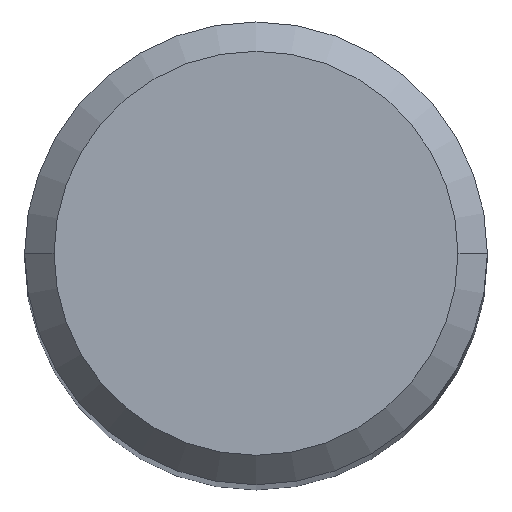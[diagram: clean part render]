
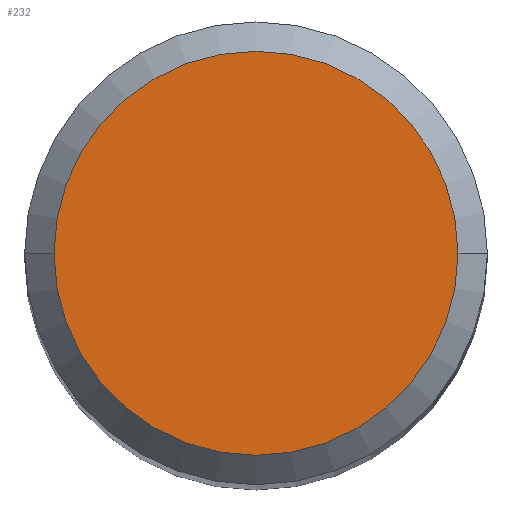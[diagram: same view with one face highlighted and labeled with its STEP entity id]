
A CAD part, top view. The second image highlights one B-rep face of the part: STEP entity #232.
In plain terms, the highlighted planar face has unit normal (0, 0, 1).
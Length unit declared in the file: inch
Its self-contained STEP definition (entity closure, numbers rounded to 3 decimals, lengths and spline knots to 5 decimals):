
#9 = CARTESIAN_POINT ( 'NONE',  ( -0.10311, 0., 2.24409 ) ) ;
#18 = DIRECTION ( 'NONE',  ( 0., 0., 1. ) ) ;
#28 = VERTEX_POINT ( 'NONE', #9 ) ;
#29 = CIRCLE ( 'NONE', #148, 0.10311 ) ;
#33 = AXIS2_PLACEMENT_3D ( 'NONE', #199, #270, #293 ) ;
#61 = EDGE_CURVE ( 'NONE', #28, #119, #29, .T. ) ;
#82 = AXIS2_PLACEMENT_3D ( 'NONE', #218, #18, #159 ) ;
#92 = ORIENTED_EDGE ( 'NONE', *, *, #61, .T. ) ;
#119 = VERTEX_POINT ( 'NONE', #246 ) ;
#148 = AXIS2_PLACEMENT_3D ( 'NONE', #234, #172, #255 ) ;
#159 = DIRECTION ( 'NONE',  ( 1., 0., 0. ) ) ;
#168 = ORIENTED_EDGE ( 'NONE', *, *, #253, .T. ) ;
#172 = DIRECTION ( 'NONE',  ( 0., 0., 1. ) ) ;
#175 = EDGE_LOOP ( 'NONE', ( #92, #168 ) ) ;
#194 = CIRCLE ( 'NONE', #82, 0.10311 ) ;
#199 = CARTESIAN_POINT ( 'NONE',  ( 0., 0., 2.24409 ) ) ;
#218 = CARTESIAN_POINT ( 'NONE',  ( 0., 0., 2.24409 ) ) ;
#221 = PLANE ( 'NONE',  #33 ) ;
#232 = ADVANCED_FACE ( 'NONE', ( #297 ), #221, .T. ) ;
#234 = CARTESIAN_POINT ( 'NONE',  ( 0., 0., 2.24409 ) ) ;
#246 = CARTESIAN_POINT ( 'NONE',  ( 0.10311, 0., 2.24409 ) ) ;
#253 = EDGE_CURVE ( 'NONE', #119, #28, #194, .T. ) ;
#255 = DIRECTION ( 'NONE',  ( 1., 0., 0. ) ) ;
#270 = DIRECTION ( 'NONE',  ( 0., 0., 1. ) ) ;
#293 = DIRECTION ( 'NONE',  ( 1., 0., 0. ) ) ;
#297 = FACE_OUTER_BOUND ( 'NONE', #175, .T. ) ;
